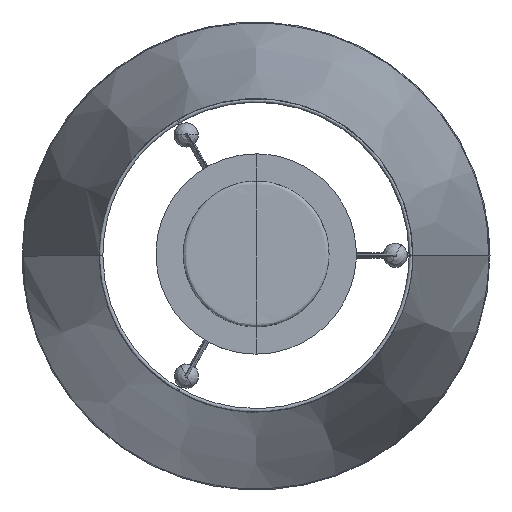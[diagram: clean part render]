
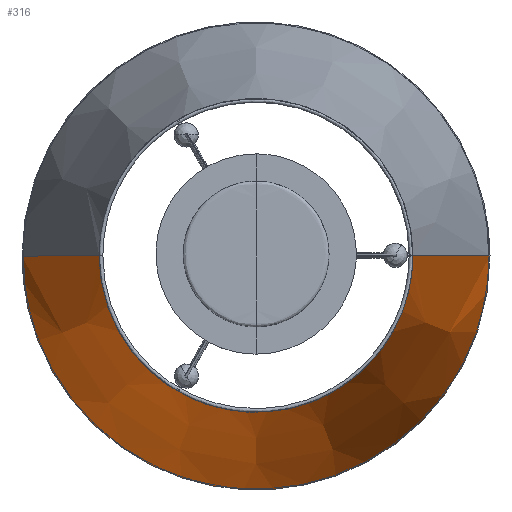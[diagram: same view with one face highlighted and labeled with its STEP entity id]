
A CAD part, top view. The second image highlights one B-rep face of the part: STEP entity #316.
In plain terms, the highlighted free-form (B-spline) face has degree [3, 2] with [4, 5] control points.
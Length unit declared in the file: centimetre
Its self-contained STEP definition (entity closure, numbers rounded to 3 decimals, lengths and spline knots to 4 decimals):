
#316=ADVANCED_FACE('',(#430),#1515,.T.);
#430=FACE_OUTER_BOUND('',#547,.T.);
#547=EDGE_LOOP('',(#979,#980,#981,#982));
#979=ORIENTED_EDGE('',*,*,#1248,.T.);
#980=ORIENTED_EDGE('',*,*,#1249,.T.);
#981=ORIENTED_EDGE('',*,*,#1245,.F.);
#982=ORIENTED_EDGE('',*,*,#1247,.T.);
#1245=EDGE_CURVE('',#1407,#1408,#1721,.T.);
#1247=EDGE_CURVE('',#1407,#1409,#1723,.T.);
#1248=EDGE_CURVE('',#1409,#1410,#1724,.T.);
#1249=EDGE_CURVE('',#1410,#1408,#1725,.T.);
#1407=VERTEX_POINT('',#5062);
#1408=VERTEX_POINT('',#5063);
#1409=VERTEX_POINT('',#5064);
#1410=VERTEX_POINT('',#5065);
#1515=(
BOUNDED_SURFACE()
B_SPLINE_SURFACE(3,2,((#5022,#5023,#5024,#5025,#5026),(#5027,#5028,#5029,
#5030,#5031),(#5032,#5033,#5034,#5035,#5036),(#5037,#5038,#5039,#5040,#5041)),
.UNSPECIFIED.,.F.,.F.,.F.)
B_SPLINE_SURFACE_WITH_KNOTS((4,4),(3,2,3),(0.,30.4994),(66.0705,
99.1057,132.1409),.UNSPECIFIED.)
GEOMETRIC_REPRESENTATION_ITEM()
RATIONAL_B_SPLINE_SURFACE(((1.,0.707,1.,0.707,1.),
(1.,0.707,1.,0.707,1.),(1.,0.707,1.,
0.707,1.),(1.,0.707,1.,0.707,1.)))
REPRESENTATION_ITEM('')
SURFACE()
);
#1721=(
BOUNDED_CURVE()
B_SPLINE_CURVE(3,(#4994,#4995,#4996,#4997),.UNSPECIFIED.,.F.,.F.)
B_SPLINE_CURVE_WITH_KNOTS((4,4),(0.,30.4994),.UNSPECIFIED.)
CURVE()
GEOMETRIC_REPRESENTATION_ITEM()
RATIONAL_B_SPLINE_CURVE((1.,1.,1.,1.))
REPRESENTATION_ITEM('')
);
#1723=(
BOUNDED_CURVE()
B_SPLINE_CURVE(2,(#5003,#5004,#5005,#5006,#5007),.UNSPECIFIED.,.F.,.F.)
B_SPLINE_CURVE_WITH_KNOTS((3,2,3),(-132.1409,-99.1057,-66.0705),
.UNSPECIFIED.)
CURVE()
GEOMETRIC_REPRESENTATION_ITEM()
RATIONAL_B_SPLINE_CURVE((1.,0.707,1.,0.707,1.))
REPRESENTATION_ITEM('')
);
#1724=(
BOUNDED_CURVE()
B_SPLINE_CURVE(3,(#5008,#5009,#5010,#5011),.UNSPECIFIED.,.F.,.F.)
B_SPLINE_CURVE_WITH_KNOTS((4,4),(0.,30.4994),.UNSPECIFIED.)
CURVE()
GEOMETRIC_REPRESENTATION_ITEM()
RATIONAL_B_SPLINE_CURVE((1.,1.,1.,1.))
REPRESENTATION_ITEM('')
);
#1725=(
BOUNDED_CURVE()
B_SPLINE_CURVE(2,(#5012,#5013,#5014,#5015,#5016),.UNSPECIFIED.,.F.,.F.)
B_SPLINE_CURVE_WITH_KNOTS((3,2,3),(66.0705,99.1057,132.1409),
.UNSPECIFIED.)
CURVE()
GEOMETRIC_REPRESENTATION_ITEM()
RATIONAL_B_SPLINE_CURVE((1.,0.707,1.,0.707,1.))
REPRESENTATION_ITEM('')
);
#4994=CARTESIAN_POINT('',(21.0309,0.01,-30.6371));
#4995=CARTESIAN_POINT('',(18.7202,0.01,-21.0101));
#4996=CARTESIAN_POINT('',(16.4095,0.01,-11.3832));
#4997=CARTESIAN_POINT('',(14.0989,0.01,-1.7562));
#5003=CARTESIAN_POINT('',(21.0309,0.01,-30.6371));
#5004=CARTESIAN_POINT('',(21.0409,-21.0209,-30.6371));
#5005=CARTESIAN_POINT('',(0.01,-21.0309,-30.6371));
#5006=CARTESIAN_POINT('',(-21.0209,-21.0409,-30.6371));
#5007=CARTESIAN_POINT('',(-21.0309,-0.01,-30.6371));
#5008=CARTESIAN_POINT('',(-21.0309,-0.01,-30.6371));
#5009=CARTESIAN_POINT('',(-18.7202,-0.01,-21.0101));
#5010=CARTESIAN_POINT('',(-16.4095,-0.01,-11.3832));
#5011=CARTESIAN_POINT('',(-14.0989,-0.01,-1.7562));
#5012=CARTESIAN_POINT('',(-14.0989,-0.01,-1.7562));
#5013=CARTESIAN_POINT('',(-14.0889,-14.1089,-1.7562));
#5014=CARTESIAN_POINT('',(0.01,-14.0989,-1.7562));
#5015=CARTESIAN_POINT('',(14.1089,-14.0889,-1.7562));
#5016=CARTESIAN_POINT('',(14.0989,0.01,-1.7562));
#5022=CARTESIAN_POINT('',(-21.0309,-0.01,-30.6371));
#5023=CARTESIAN_POINT('',(-21.0209,-21.0409,-30.6371));
#5024=CARTESIAN_POINT('',(0.01,-21.0309,-30.6371));
#5025=CARTESIAN_POINT('',(21.0409,-21.0209,-30.6371));
#5026=CARTESIAN_POINT('',(21.0309,0.01,-30.6371));
#5027=CARTESIAN_POINT('',(-18.7202,-0.01,-21.0101));
#5028=CARTESIAN_POINT('',(-18.7102,-18.7302,-21.0101));
#5029=CARTESIAN_POINT('',(0.01,-18.7202,-21.0101));
#5030=CARTESIAN_POINT('',(18.7302,-18.7102,-21.0101));
#5031=CARTESIAN_POINT('',(18.7202,0.01,-21.0101));
#5032=CARTESIAN_POINT('',(-16.4095,-0.01,-11.3832));
#5033=CARTESIAN_POINT('',(-16.3995,-16.4195,-11.3832));
#5034=CARTESIAN_POINT('',(0.01,-16.4095,-11.3832));
#5035=CARTESIAN_POINT('',(16.4195,-16.3995,-11.3832));
#5036=CARTESIAN_POINT('',(16.4095,0.01,-11.3832));
#5037=CARTESIAN_POINT('',(-14.0989,-0.01,-1.7562));
#5038=CARTESIAN_POINT('',(-14.0889,-14.1089,-1.7562));
#5039=CARTESIAN_POINT('',(0.01,-14.0989,-1.7562));
#5040=CARTESIAN_POINT('',(14.1089,-14.0889,-1.7562));
#5041=CARTESIAN_POINT('',(14.0989,0.01,-1.7562));
#5062=CARTESIAN_POINT('',(21.0309,0.01,-30.6371));
#5063=CARTESIAN_POINT('',(14.0989,0.01,-1.7562));
#5064=CARTESIAN_POINT('',(-21.0309,-0.01,-30.6371));
#5065=CARTESIAN_POINT('',(-14.0989,-0.01,-1.7562));
